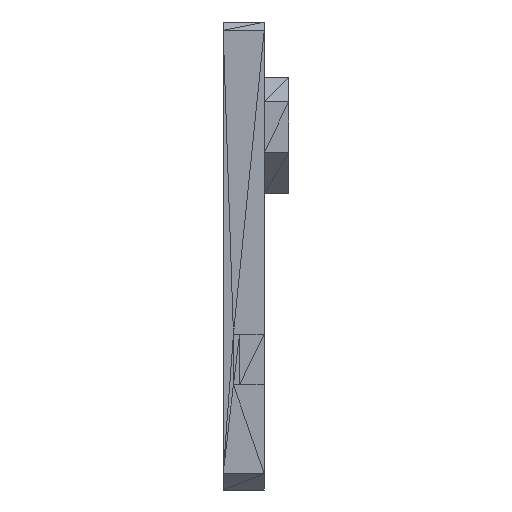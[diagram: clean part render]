
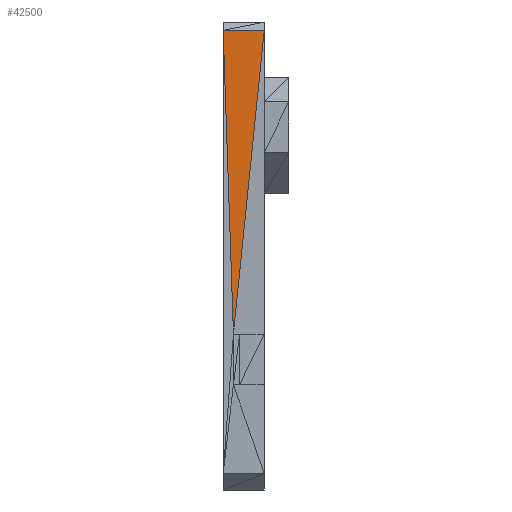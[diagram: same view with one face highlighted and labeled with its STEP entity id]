
A CAD part, left-side view. The second image highlights one B-rep face of the part: STEP entity #42500.
In plain terms, the highlighted planar face has unit normal (-1, 0, 0).
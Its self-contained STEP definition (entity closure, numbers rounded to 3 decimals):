
#1868=FACE_OUTER_BOUND('',#5357,.T.);
#5357=EDGE_LOOP('',(#32262,#32263,#32264));
#10480=LINE('',#67147,#16096);
#10482=LINE('',#67151,#16098);
#10485=LINE('',#67156,#16101);
#16096=VECTOR('',#54779,10.);
#16098=VECTOR('',#54785,10.);
#16101=VECTOR('',#54790,10.);
#18545=VERTEX_POINT('',#61032);
#19821=VERTEX_POINT('',#66959);
#19865=VERTEX_POINT('',#67145);
#23831=EDGE_CURVE('',#18545,#19865,#10480,.T.);
#23833=EDGE_CURVE('',#19821,#19865,#10482,.T.);
#23836=EDGE_CURVE('',#18545,#19821,#10485,.T.);
#32262=ORIENTED_EDGE('',*,*,#23836,.F.);
#32263=ORIENTED_EDGE('',*,*,#23831,.T.);
#32264=ORIENTED_EDGE('',*,*,#23833,.F.);
#39028=PLANE('',#45986);
#42500=ADVANCED_FACE('',(#1868),#39028,.T.);
#45986=AXIS2_PLACEMENT_3D('',#67155,#54788,#54789);
#54779=DIRECTION('',(0.,1.,0.));
#54785=DIRECTION('',(0.,0.034,0.999));
#54788=DIRECTION('center_axis',(-1.,0.,0.));
#54789=DIRECTION('ref_axis',(0.,0.,1.));
#54790=DIRECTION('',(0.,0.101,-0.995));
#61032=CARTESIAN_POINT('',(-22.05,-5.,27.5));
#66959=CARTESIAN_POINT('',(-22.05,-1.25,-9.502));
#67145=CARTESIAN_POINT('',(-22.05,0.,27.5));
#67147=CARTESIAN_POINT('',(-22.05,-5.,27.5));
#67151=CARTESIAN_POINT('',(-22.05,-1.25,-9.502));
#67155=CARTESIAN_POINT('Origin',(-22.05,0.,27.5));
#67156=CARTESIAN_POINT('',(-22.05,-5.,27.5));
